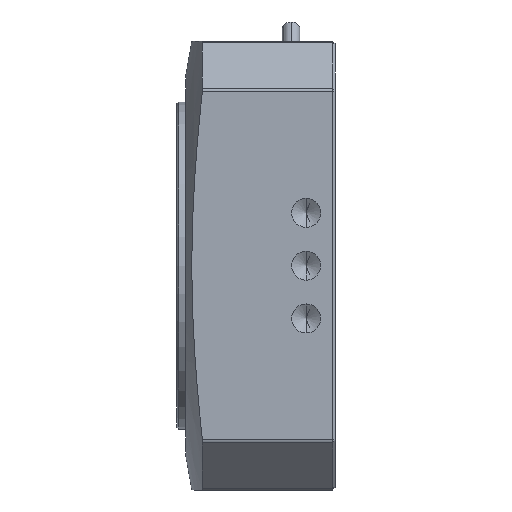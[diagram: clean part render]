
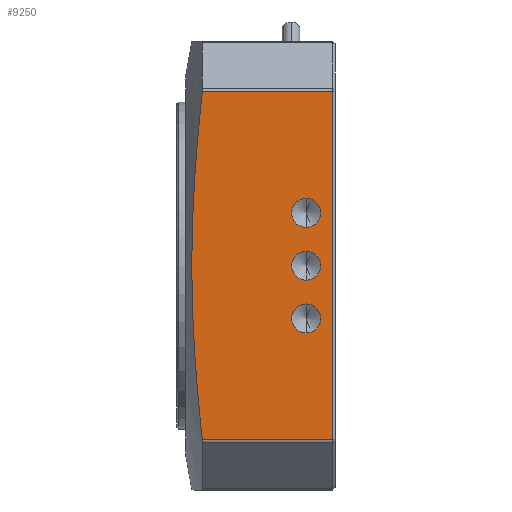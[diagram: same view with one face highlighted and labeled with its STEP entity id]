
A CAD part, left-side view. The second image highlights one B-rep face of the part: STEP entity #9250.
In plain terms, the highlighted planar face has unit normal (-1, 0, 0).
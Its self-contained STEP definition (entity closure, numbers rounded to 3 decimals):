
#226 = CARTESIAN_POINT ( 'NONE',  ( -25.5, 3.3, -6. ) ) ;
#355 = CIRCLE ( 'NONE', #4377, 1.65 ) ;
#420 = FACE_OUTER_BOUND ( 'NONE', #8403, .T. ) ;
#490 = VERTEX_POINT ( 'NONE', #9761 ) ;
#665 = CIRCLE ( 'NONE', #9567, 1.65 ) ;
#687 = CARTESIAN_POINT ( 'NONE',  ( -25.5, 0.3, 19.793 ) ) ;
#790 = EDGE_CURVE ( 'NONE', #10036, #3153, #7811, .T. ) ;
#905 = EDGE_CURVE ( 'NONE', #1620, #490, #8666, .T. ) ;
#920 = AXIS2_PLACEMENT_3D ( 'NONE', #4839, #8841, #7704 ) ;
#1046 = PLANE ( 'NONE',  #8412 ) ;
#1241 = EDGE_CURVE ( 'NONE', #6750, #3829, #355, .T. ) ;
#1543 = VECTOR ( 'NONE', #8483, 1000. ) ;
#1620 = VERTEX_POINT ( 'NONE', #687 ) ;
#1792 = LINE ( 'NONE', #1904, #1543 ) ;
#1836 = VERTEX_POINT ( 'NONE', #5627 ) ;
#1856 = CARTESIAN_POINT ( 'NONE',  ( -25.5, 16.178, 6.6 ) ) ;
#1904 = CARTESIAN_POINT ( 'NONE',  ( -25.5, 0., -19.793 ) ) ;
#2213 = AXIS2_PLACEMENT_3D ( 'NONE', #8942, #4030, #9741 ) ;
#2253 = DIRECTION ( 'NONE',  ( 0., 0., 1. ) ) ;
#2272 = CARTESIAN_POINT ( 'NONE',  ( -25.5, 3.3, -1.65 ) ) ;
#2450 = CARTESIAN_POINT ( 'NONE',  ( -25.5, 0.3, 19.793 ) ) ;
#2582 = FACE_BOUND ( 'NONE', #5720, .T. ) ;
#2599 = CIRCLE ( 'NONE', #920, 1.65 ) ;
#2667 = EDGE_CURVE ( 'NONE', #8582, #2990, #2599, .T. ) ;
#2675 = CARTESIAN_POINT ( 'NONE',  ( -25.5, 16.178, -6.599 ) ) ;
#2710 = CARTESIAN_POINT ( 'NONE',  ( -25.5, 0., 20. ) ) ;
#2949 = CARTESIAN_POINT ( 'NONE',  ( -25.5, 3.3, -7.65 ) ) ;
#2990 = VERTEX_POINT ( 'NONE', #8061 ) ;
#3144 = DIRECTION ( 'NONE',  ( 0., 0., 1. ) ) ;
#3153 = VERTEX_POINT ( 'NONE', #9160 ) ;
#3236 = DIRECTION ( 'NONE',  ( 0., 0., 1. ) ) ;
#3299 = ORIENTED_EDGE ( 'NONE', *, *, #3799, .F. ) ;
#3307 = CIRCLE ( 'NONE', #5789, 1.65 ) ;
#3504 = CARTESIAN_POINT ( 'NONE',  ( -25.5, 15.455, -16.501 ) ) ;
#3540 = DIRECTION ( 'NONE',  ( 0., 0., 1. ) ) ;
#3590 = DIRECTION ( 'NONE',  ( 0., 0., 1. ) ) ;
#3694 = CARTESIAN_POINT ( 'NONE',  ( -25.5, 3.3, 0. ) ) ;
#3714 = DIRECTION ( 'NONE',  ( -1., 0., 0. ) ) ;
#3799 = EDGE_CURVE ( 'NONE', #3153, #10036, #665, .T. ) ;
#3829 = VERTEX_POINT ( 'NONE', #7590 ) ;
#3871 = DIRECTION ( 'NONE',  ( 0., 1., 0. ) ) ;
#4030 = DIRECTION ( 'NONE',  ( -1., 0., 0. ) ) ;
#4176 = B_SPLINE_CURVE_WITH_KNOTS ( 'NONE', 3,
 ( #9190, #5928, #6748, #1856, #7574, #2675, #8395, #3504, #9229 ),
 .UNSPECIFIED., .F., .F.,
 ( 4, 2, 1, 2, 4 ),
 ( 0.068, 0.078, 0.087, 0.097, 0.107 ),
 .UNSPECIFIED. ) ;
#4276 = ORIENTED_EDGE ( 'NONE', *, *, #6322, .F. ) ;
#4377 = AXIS2_PLACEMENT_3D ( 'NONE', #6001, #6561, #3144 ) ;
#4480 = EDGE_CURVE ( 'NONE', #2990, #8582, #3307, .T. ) ;
#4516 = DIRECTION ( 'NONE',  ( 0., 0., 1. ) ) ;
#4733 = ORIENTED_EDGE ( 'NONE', *, *, #1241, .F. ) ;
#4770 = FACE_BOUND ( 'NONE', #5330, .T. ) ;
#4839 = CARTESIAN_POINT ( 'NONE',  ( -25.5, 3.3, -6. ) ) ;
#5235 = CARTESIAN_POINT ( 'NONE',  ( -25.5, 3.3, 0. ) ) ;
#5319 = VECTOR ( 'NONE', #3236, 1000. ) ;
#5330 = EDGE_LOOP ( 'NONE', ( #4276, #4733 ) ) ;
#5627 = CARTESIAN_POINT ( 'NONE',  ( -25.5, 0.3, -19.793 ) ) ;
#5673 = ORIENTED_EDGE ( 'NONE', *, *, #10397, .T. ) ;
#5720 = EDGE_LOOP ( 'NONE', ( #6949, #6244 ) ) ;
#5789 = AXIS2_PLACEMENT_3D ( 'NONE', #226, #3714, #2253 ) ;
#5928 = CARTESIAN_POINT ( 'NONE',  ( -25.5, 15.455, 16.502 ) ) ;
#6001 = CARTESIAN_POINT ( 'NONE',  ( -25.5, 3.3, 6. ) ) ;
#6244 = ORIENTED_EDGE ( 'NONE', *, *, #2667, .F. ) ;
#6322 = EDGE_CURVE ( 'NONE', #3829, #6750, #7897, .T. ) ;
#6561 = DIRECTION ( 'NONE',  ( -1., 0., 0. ) ) ;
#6748 = CARTESIAN_POINT ( 'NONE',  ( -25.5, 15.757, 13.2 ) ) ;
#6750 = VERTEX_POINT ( 'NONE', #7923 ) ;
#6868 = VECTOR ( 'NONE', #3871, 1000. ) ;
#6928 = EDGE_CURVE ( 'NONE', #1836, #1620, #9908, .T. ) ;
#6936 = FACE_BOUND ( 'NONE', #8736, .T. ) ;
#6949 = ORIENTED_EDGE ( 'NONE', *, *, #4480, .F. ) ;
#7256 = CARTESIAN_POINT ( 'NONE',  ( -25.5, 15.099, -19.793 ) ) ;
#7574 = CARTESIAN_POINT ( 'NONE',  ( -25.5, 16.411, 0. ) ) ;
#7590 = CARTESIAN_POINT ( 'NONE',  ( -25.5, 3.3, 7.65 ) ) ;
#7704 = DIRECTION ( 'NONE',  ( 0., 0., 1. ) ) ;
#7727 = ORIENTED_EDGE ( 'NONE', *, *, #9243, .T. ) ;
#7811 = CIRCLE ( 'NONE', #9385, 1.65 ) ;
#7897 = CIRCLE ( 'NONE', #2213, 1.65 ) ;
#7923 = CARTESIAN_POINT ( 'NONE',  ( -25.5, 3.3, 4.35 ) ) ;
#8061 = CARTESIAN_POINT ( 'NONE',  ( -25.5, 3.3, -4.35 ) ) ;
#8134 = ORIENTED_EDGE ( 'NONE', *, *, #905, .T. ) ;
#8142 = ORIENTED_EDGE ( 'NONE', *, *, #6928, .T. ) ;
#8395 = CARTESIAN_POINT ( 'NONE',  ( -25.5, 15.757, -13.199 ) ) ;
#8403 = EDGE_LOOP ( 'NONE', ( #5673, #8142, #8134, #7727 ) ) ;
#8412 = AXIS2_PLACEMENT_3D ( 'NONE', #2710, #8431, #3540 ) ;
#8431 = DIRECTION ( 'NONE',  ( -1., 0., 0. ) ) ;
#8483 = DIRECTION ( 'NONE',  ( 0., -1., 0. ) ) ;
#8582 = VERTEX_POINT ( 'NONE', #2949 ) ;
#8666 = LINE ( 'NONE', #8775, #6868 ) ;
#8736 = EDGE_LOOP ( 'NONE', ( #3299, #10500 ) ) ;
#8775 = CARTESIAN_POINT ( 'NONE',  ( -25.5, 0., 19.793 ) ) ;
#8841 = DIRECTION ( 'NONE',  ( -1., 0., 0. ) ) ;
#8942 = CARTESIAN_POINT ( 'NONE',  ( -25.5, 3.3, 6. ) ) ;
#9018 = VERTEX_POINT ( 'NONE', #7256 ) ;
#9160 = CARTESIAN_POINT ( 'NONE',  ( -25.5, 3.3, 1.65 ) ) ;
#9190 = CARTESIAN_POINT ( 'NONE',  ( -25.5, 15.099, 19.793 ) ) ;
#9229 = CARTESIAN_POINT ( 'NONE',  ( -25.5, 15.099, -19.793 ) ) ;
#9243 = EDGE_CURVE ( 'NONE', #490, #9018, #4176, .T. ) ;
#9250 = ADVANCED_FACE ( 'NONE', ( #4770, #2582, #6936, #420 ), #1046, .T. ) ;
#9385 = AXIS2_PLACEMENT_3D ( 'NONE', #3694, #9419, #4516 ) ;
#9419 = DIRECTION ( 'NONE',  ( -1., 0., 0. ) ) ;
#9567 = AXIS2_PLACEMENT_3D ( 'NONE', #5235, #10216, #3590 ) ;
#9741 = DIRECTION ( 'NONE',  ( 0., 0., 1. ) ) ;
#9761 = CARTESIAN_POINT ( 'NONE',  ( -25.5, 15.099, 19.793 ) ) ;
#9908 = LINE ( 'NONE', #2450, #5319 ) ;
#10036 = VERTEX_POINT ( 'NONE', #2272 ) ;
#10216 = DIRECTION ( 'NONE',  ( -1., 0., 0. ) ) ;
#10397 = EDGE_CURVE ( 'NONE', #9018, #1836, #1792, .T. ) ;
#10500 = ORIENTED_EDGE ( 'NONE', *, *, #790, .F. ) ;
